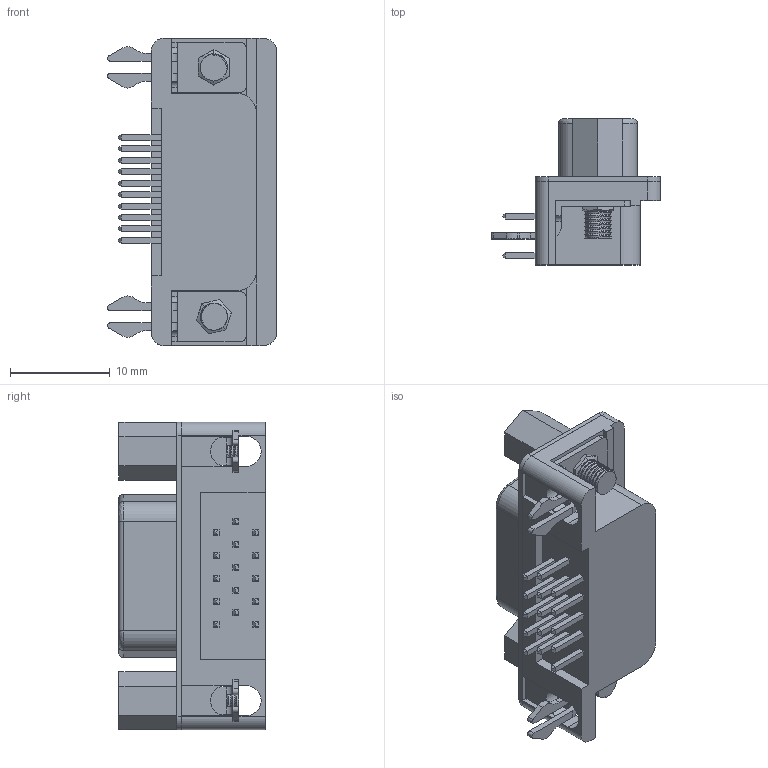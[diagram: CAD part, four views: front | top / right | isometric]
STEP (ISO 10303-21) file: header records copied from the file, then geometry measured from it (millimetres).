
FILE_DESCRIPTION(('FreeCAD Model'),'2;1');
FILE_NAME('Open CASCADE Shape Model','2021-11-10T03:08:21',('Author'),( ''),'Open CASCADE STEP processor 7.5','FreeCAD','Unknown');
FILE_SCHEMA(('AUTOMOTIVE_DESIGN { 1 0 10303 214 1 1 1 1 }'));
Length unit declared in the file: millimetre
Products named in the file (9): HD15-SN-25; jacknut; nut; plug; bracket; pins_row_1; pins_row_2; pins_row_3; body
Assembly tree (11 placements, depth 2):
  HD15-SN-25
    jacknut  x2
    nut  x2
    plug
    bracket  x2
    pins_row_1
    pins_row_2
    pins_row_3
    body
Bounding box: 16.94 x 14.65 x 30.82 mm (x, y, z)
Volume: 3200.7 mm3; surface area: 3769.1 mm2
Topology: 23 solids, 23 shells, 523 faces, 1290 edges, 831 vertices
Faces by surface type: plane 281, cylinder 187, bspline 51, cone 4
Full cylindrical faces by diameter (mm): 2.6 x2, 3.05 x2
Entity records: 32906 total; most frequent: CARTESIAN_POINT 23166, ORIENTED_EDGE 1912, DIRECTION 1677, EDGE_CURVE 956, VERTEX_POINT 607, LINE 593, VECTOR 593, AXIS2_PLACEMENT_3D 542
